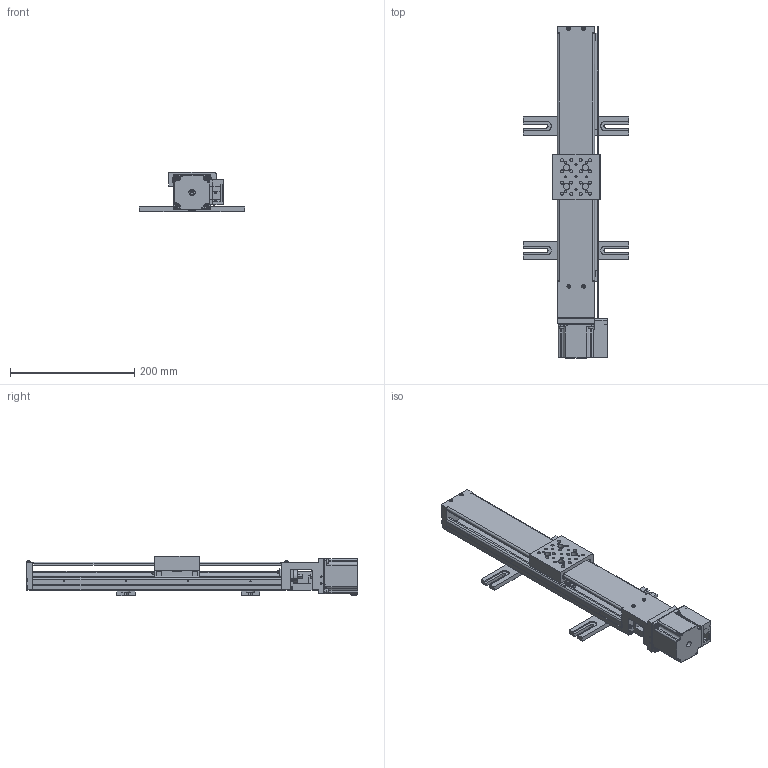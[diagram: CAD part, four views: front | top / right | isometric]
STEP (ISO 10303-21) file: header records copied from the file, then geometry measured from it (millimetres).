
FILE_DESCRIPTION(/* description */ (''),/* implementation_level */ '2;1');
FILE_NAME(/* name */ 'Untitled',/* time_stamp */ '2025-12-15T17:12:51+03:00',/* author */ (''),/* organization */ (''),/* preprocessor_version */ 'ST-DEVELOPER v16.5',/* originating_system */ 'Rhino 7.34',/* authorisation */ '');
FILE_SCHEMA (('AUTOMOTIVE_DESIGN'));
Products named in the file (1): Document
Bounding box: 170 x 533.9 x 63 mm (x, y, z)
Volume: 913088.7 mm3; surface area: 308657 mm2
Topology: 1 solids, 1 shells, 2206 faces, 5875 edges, 3685 vertices
Faces by surface type: plane 864, cylinder 763, bspline 579
Entity records: 98101 total; most frequent: CARTESIAN_POINT 61303, ORIENTED_EDGE 11594, EDGE_CURVE 5797, VERTEX_POINT 3685, B_SPLINE_CURVE_WITH_KNOTS 3354, EDGE_LOOP 2458, ADVANCED_FACE 2206, FACE_OUTER_BOUND 2206
